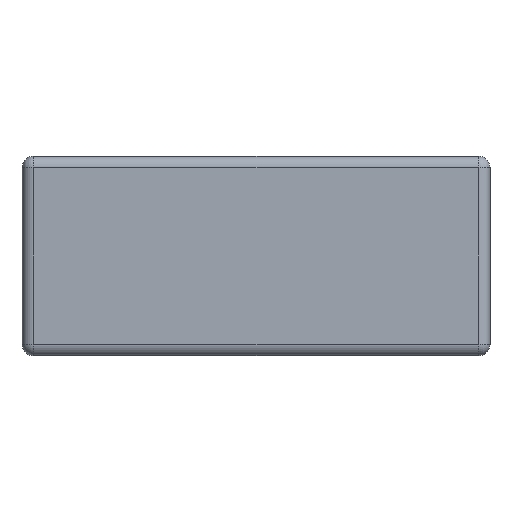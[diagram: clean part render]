
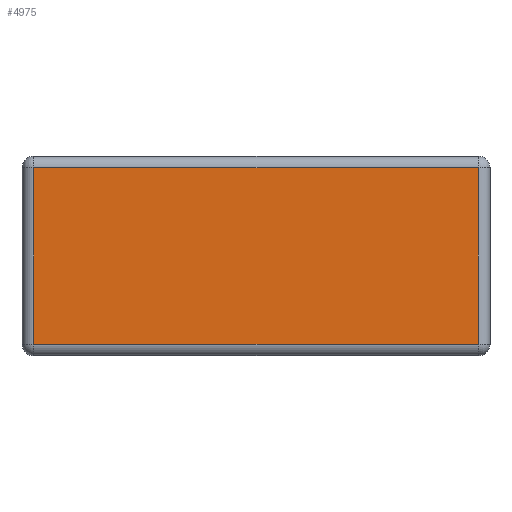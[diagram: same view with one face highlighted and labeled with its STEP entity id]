
A CAD part, left-side view. The second image highlights one B-rep face of the part: STEP entity #4975.
In plain terms, the highlighted planar face has unit normal (-1, 0, 0).
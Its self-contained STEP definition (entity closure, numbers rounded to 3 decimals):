
#23 = EDGE_CURVE ( 'NONE', #7831, #6182, #5584, .T. ) ;
#360 = EDGE_CURVE ( 'NONE', #8250, #2797, #950, .T. ) ;
#387 = ORIENTED_EDGE ( 'NONE', *, *, #23, .T. ) ;
#950 = LINE ( 'NONE', #4107, #7460 ) ;
#1676 = DIRECTION ( 'NONE',  ( -1., 0., 0. ) ) ;
#2096 = LINE ( 'NONE', #3947, #4351 ) ;
#2448 = EDGE_CURVE ( 'NONE', #2797, #7831, #2096, .T. ) ;
#2797 = VERTEX_POINT ( 'NONE', #5053 ) ;
#3219 = ORIENTED_EDGE ( 'NONE', *, *, #9348, .T. ) ;
#3372 = PLANE ( 'NONE',  #7629 ) ;
#3683 = FACE_OUTER_BOUND ( 'NONE', #10781, .T. ) ;
#3947 = CARTESIAN_POINT ( 'NONE',  ( -1., 0.58, -0.01 ) ) ;
#4068 = DIRECTION ( 'NONE',  ( 0., 1., 0. ) ) ;
#4107 = CARTESIAN_POINT ( 'NONE',  ( -1., 0.61, 0.48 ) ) ;
#4351 = VECTOR ( 'NONE', #4778, 1000. ) ;
#4778 = DIRECTION ( 'NONE',  ( 0., 0., -1. ) ) ;
#4975 = ADVANCED_FACE ( 'NONE', ( #3683 ), #3372, .T. ) ;
#5053 = CARTESIAN_POINT ( 'NONE',  ( -1., 0.58, 0.48 ) ) ;
#5584 = LINE ( 'NONE', #10232, #7810 ) ;
#6182 = VERTEX_POINT ( 'NONE', #10922 ) ;
#6218 = VECTOR ( 'NONE', #7915, 1000. ) ;
#6782 = CARTESIAN_POINT ( 'NONE',  ( -1., 0., 0. ) ) ;
#7072 = CARTESIAN_POINT ( 'NONE',  ( -1., -0.58, 0.51 ) ) ;
#7303 = ORIENTED_EDGE ( 'NONE', *, *, #2448, .T. ) ;
#7355 = ORIENTED_EDGE ( 'NONE', *, *, #360, .T. ) ;
#7460 = VECTOR ( 'NONE', #4068, 1000. ) ;
#7622 = DIRECTION ( 'NONE',  ( 0., -1., 0. ) ) ;
#7629 = AXIS2_PLACEMENT_3D ( 'NONE', #6782, #1676, #7622 ) ;
#7688 = DIRECTION ( 'NONE',  ( 0., -1., 0. ) ) ;
#7810 = VECTOR ( 'NONE', #7688, 1000. ) ;
#7831 = VERTEX_POINT ( 'NONE', #8849 ) ;
#7915 = DIRECTION ( 'NONE',  ( 0., 0., 1. ) ) ;
#8250 = VERTEX_POINT ( 'NONE', #10548 ) ;
#8467 = LINE ( 'NONE', #7072, #6218 ) ;
#8849 = CARTESIAN_POINT ( 'NONE',  ( -1., 0.58, 0.02 ) ) ;
#9348 = EDGE_CURVE ( 'NONE', #6182, #8250, #8467, .T. ) ;
#10232 = CARTESIAN_POINT ( 'NONE',  ( -1., -0.61, 0.02 ) ) ;
#10548 = CARTESIAN_POINT ( 'NONE',  ( -1., -0.58, 0.48 ) ) ;
#10781 = EDGE_LOOP ( 'NONE', ( #7355, #7303, #387, #3219 ) ) ;
#10922 = CARTESIAN_POINT ( 'NONE',  ( -1., -0.58, 0.02 ) ) ;
